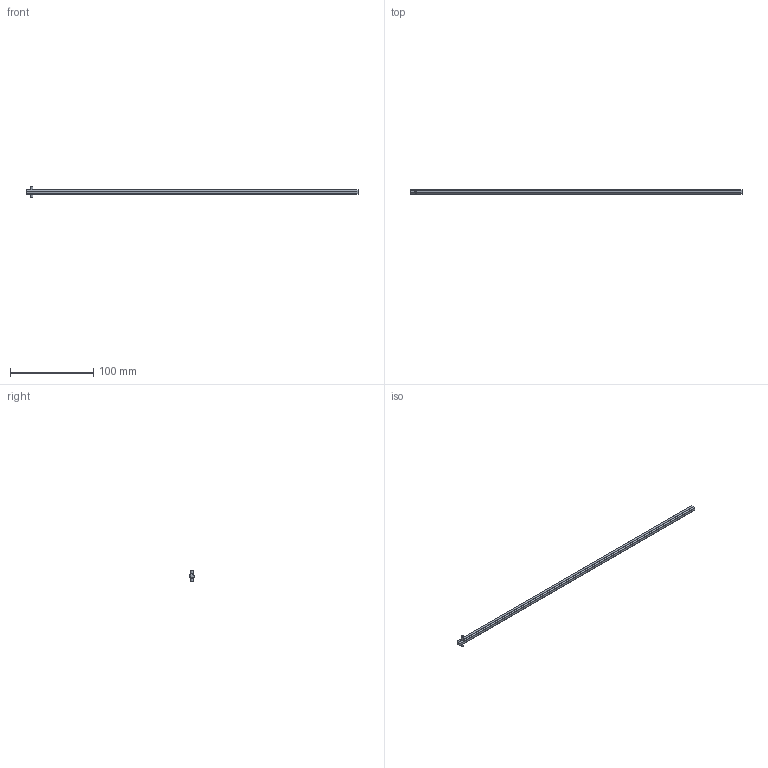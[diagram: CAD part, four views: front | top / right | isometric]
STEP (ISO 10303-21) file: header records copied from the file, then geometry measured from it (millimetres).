
FILE_DESCRIPTION(/* description */ (''),/* implementation_level */ '2;1');
FILE_NAME(/* name */ 'asta_400.stp',/* time_stamp */ '2016-11-16T16:13:09+01:00',/* author */ (''),/* organization */ (''),/* preprocessor_version */ 'ST-DEVELOPER v15',/* originating_system */ 'SIEMENS PLM Software NX 8.5',/* authorisation */ '');
FILE_SCHEMA (('AUTOMOTIVE_DESIGN { 1 0 10303 214 3 1 1 1 }'));
Length unit declared in the file: millimetre
Products named in the file (2): spina_25x14; asta_400
Assembly tree (1 placements, depth 2):
  asta_400
    spina_25x14
Bounding box: 400 x 5 x 14 mm (x, y, z)
Volume: 9517.5 mm3; surface area: 7557.4 mm2
Topology: 2 solids, 2 shells, 24 faces, 62 edges, 41 vertices
Faces by surface type: plane 14, cylinder 8, torus 2
Full cylindrical faces by diameter (mm): 2.5 x2
Entity records: 764 total; most frequent: CARTESIAN_POINT 133, DIRECTION 128, ORIENTED_EDGE 112, EDGE_CURVE 56, AXIS2_PLACEMENT_3D 48, VERTEX_POINT 39, LINE 32, VECTOR 32
